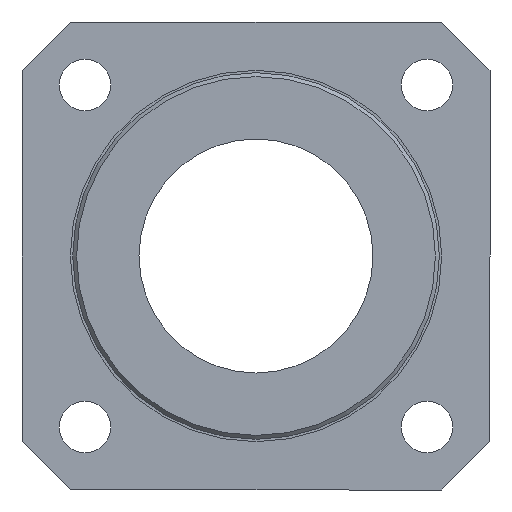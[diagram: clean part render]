
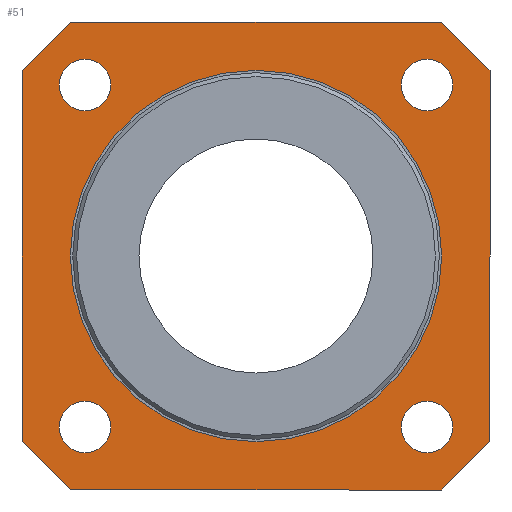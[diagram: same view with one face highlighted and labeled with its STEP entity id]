
A CAD part, left-side view. The second image highlights one B-rep face of the part: STEP entity #51.
In plain terms, the highlighted planar face has unit normal (-1, 0, 0).
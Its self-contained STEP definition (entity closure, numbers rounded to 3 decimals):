
#51 = ADVANCED_FACE ( 'NONE', ( #165, #218, #251, #166, #157, #261 ), #535, .T. ) ;
#76 = VECTOR ( 'NONE', #912, 1000. ) ;
#79 = VECTOR ( 'NONE', #915, 1000. ) ;
#152 = EDGE_LOOP ( 'NONE', ( #286 ) ) ;
#157 = FACE_BOUND ( 'NONE', #266, .T. ) ;
#165 = FACE_BOUND ( 'NONE', #184, .T. ) ;
#166 = FACE_BOUND ( 'NONE', #366, .T. ) ;
#184 = EDGE_LOOP ( 'NONE', ( #356 ) ) ;
#218 = FACE_BOUND ( 'NONE', #248, .T. ) ;
#248 = EDGE_LOOP ( 'NONE', ( #315 ) ) ;
#251 = FACE_BOUND ( 'NONE', #152, .T. ) ;
#261 = FACE_OUTER_BOUND ( 'NONE', #357, .T. ) ;
#266 = EDGE_LOOP ( 'NONE', ( #345 ) ) ;
#274 = ORIENTED_EDGE ( 'NONE', *, *, #776, .F. ) ;
#285 = ORIENTED_EDGE ( 'NONE', *, *, #433, .F. ) ;
#286 = ORIENTED_EDGE ( 'NONE', *, *, #430, .F. ) ;
#299 = ORIENTED_EDGE ( 'NONE', *, *, #769, .F. ) ;
#301 = ORIENTED_EDGE ( 'NONE', *, *, #749, .F. ) ;
#315 = ORIENTED_EDGE ( 'NONE', *, *, #759, .F. ) ;
#317 = ORIENTED_EDGE ( 'NONE', *, *, #740, .F. ) ;
#341 = ORIENTED_EDGE ( 'NONE', *, *, #743, .F. ) ;
#344 = ORIENTED_EDGE ( 'NONE', *, *, #747, .F. ) ;
#345 = ORIENTED_EDGE ( 'NONE', *, *, #408, .F. ) ;
#356 = ORIENTED_EDGE ( 'NONE', *, *, #737, .F. ) ;
#357 = EDGE_LOOP ( 'NONE', ( #299, #364, #344, #301, #341, #317, #274, #361 ) ) ;
#361 = ORIENTED_EDGE ( 'NONE', *, *, #777, .F. ) ;
#364 = ORIENTED_EDGE ( 'NONE', *, *, #763, .F. ) ;
#366 = EDGE_LOOP ( 'NONE', ( #285 ) ) ;
#408 = EDGE_CURVE ( 'NONE', #920, #920, #859, .T. ) ;
#420 = AXIS2_PLACEMENT_3D ( 'NONE', #568, #639, #602 ) ;
#430 = EDGE_CURVE ( 'NONE', #942, #942, #831, .T. ) ;
#433 = EDGE_CURVE ( 'NONE', #946, #946, #840, .T. ) ;
#452 = LINE ( 'NONE', #907, #815 ) ;
#467 = VERTEX_POINT ( 'NONE', #605 ) ;
#471 = VERTEX_POINT ( 'NONE', #528 ) ;
#478 = CARTESIAN_POINT ( 'NONE',  ( 0., 30., -23.74 ) ) ;
#500 = DIRECTION ( 'NONE',  ( -1., 0., 0. ) ) ;
#510 = CARTESIAN_POINT ( 'NONE',  ( 0., -23.74, 30. ) ) ;
#512 = CARTESIAN_POINT ( 'NONE',  ( 0., 0., 0. ) ) ;
#519 = CARTESIAN_POINT ( 'NONE',  ( 0., -30., -23.74 ) ) ;
#520 = CARTESIAN_POINT ( 'NONE',  ( 0., 21.92, -21.92 ) ) ;
#528 = CARTESIAN_POINT ( 'NONE',  ( 0., 23.74, 30. ) ) ;
#531 = DIRECTION ( 'NONE',  ( 0., 0., 1. ) ) ;
#533 = VERTEX_POINT ( 'NONE', #680 ) ;
#535 = PLANE ( 'NONE',  #420 ) ;
#544 = VERTEX_POINT ( 'NONE', #644 ) ;
#552 = CARTESIAN_POINT ( 'NONE',  ( 0., -30., 23.74 ) ) ;
#554 = DIRECTION ( 'NONE',  ( 0., 0.707, -0.707 ) ) ;
#558 = CARTESIAN_POINT ( 'NONE',  ( 0., -30., 23.74 ) ) ;
#560 = DIRECTION ( 'NONE',  ( -1., 0., 0. ) ) ;
#568 = CARTESIAN_POINT ( 'NONE',  ( 0., 53.74, 0. ) ) ;
#596 = CARTESIAN_POINT ( 'NONE',  ( 0., 23.74, -30. ) ) ;
#602 = DIRECTION ( 'NONE',  ( 0., 0., 1. ) ) ;
#604 = CARTESIAN_POINT ( 'NONE',  ( 0., -21.92, -21.92 ) ) ;
#605 = CARTESIAN_POINT ( 'NONE',  ( 0., -23.74, -30. ) ) ;
#607 = CARTESIAN_POINT ( 'NONE',  ( 0., 30., -23.74 ) ) ;
#611 = VERTEX_POINT ( 'NONE', #552 ) ;
#618 = DIRECTION ( 'NONE',  ( 0., 0., 1. ) ) ;
#621 = DIRECTION ( 'NONE',  ( 0., 1., 0. ) ) ;
#625 = DIRECTION ( 'NONE',  ( -1., 0., 0. ) ) ;
#630 = DIRECTION ( 'NONE',  ( 0., 0., 1. ) ) ;
#639 = DIRECTION ( 'NONE',  ( -1., 0., 0. ) ) ;
#644 = CARTESIAN_POINT ( 'NONE',  ( 0., 30., 23.74 ) ) ;
#646 = CARTESIAN_POINT ( 'NONE',  ( 0., 21.92, 21.92 ) ) ;
#657 = DIRECTION ( 'NONE',  ( 0., 0., -1. ) ) ;
#666 = DIRECTION ( 'NONE',  ( -1., 0., 0. ) ) ;
#671 = CARTESIAN_POINT ( 'NONE',  ( 0., -21.92, 21.92 ) ) ;
#674 = CARTESIAN_POINT ( 'NONE',  ( 0., -30., -23.74 ) ) ;
#678 = VERTEX_POINT ( 'NONE', #510 ) ;
#680 = CARTESIAN_POINT ( 'NONE',  ( 0., 23.74, -30. ) ) ;
#695 = VERTEX_POINT ( 'NONE', #519 ) ;
#697 = VERTEX_POINT ( 'NONE', #478 ) ;
#698 = DIRECTION ( 'NONE',  ( 0., 0.707, 0.707 ) ) ;
#702 = DIRECTION ( 'NONE',  ( 0., 0., 1. ) ) ;
#729 = AXIS2_PLACEMENT_3D ( 'NONE', #512, #500, #531 ) ;
#737 = EDGE_CURVE ( 'NONE', #950, #950, #836, .T. ) ;
#740 = EDGE_CURVE ( 'NONE', #611, #695, #862, .T. ) ;
#743 = EDGE_CURVE ( 'NONE', #695, #467, #833, .T. ) ;
#747 = EDGE_CURVE ( 'NONE', #533, #697, #856, .T. ) ;
#749 = EDGE_CURVE ( 'NONE', #467, #533, #822, .T. ) ;
#759 = EDGE_CURVE ( 'NONE', #970, #970, #844, .T. ) ;
#763 = EDGE_CURVE ( 'NONE', #697, #544, #854, .T. ) ;
#769 = EDGE_CURVE ( 'NONE', #544, #471, #452, .T. ) ;
#776 = EDGE_CURVE ( 'NONE', #678, #611, #790, .T. ) ;
#777 = EDGE_CURVE ( 'NONE', #471, #678, #811, .T. ) ;
#790 = LINE ( 'NONE', #911, #76 ) ;
#792 = AXIS2_PLACEMENT_3D ( 'NONE', #671, #625, #630 ) ;
#793 = AXIS2_PLACEMENT_3D ( 'NONE', #646, #666, #618 ) ;
#803 = AXIS2_PLACEMENT_3D ( 'NONE', #520, #560, #702 ) ;
#811 = LINE ( 'NONE', #914, #79 ) ;
#813 = AXIS2_PLACEMENT_3D ( 'NONE', #604, #880, #881 ) ;
#815 = VECTOR ( 'NONE', #902, 1000. ) ;
#822 = LINE ( 'NONE', #596, #828 ) ;
#828 = VECTOR ( 'NONE', #621, 1000. ) ;
#831 = CIRCLE ( 'NONE', #792, 3.3 ) ;
#833 = LINE ( 'NONE', #674, #847 ) ;
#836 = CIRCLE ( 'NONE', #803, 3.3 ) ;
#837 = VECTOR ( 'NONE', #657, 1000. ) ;
#840 = CIRCLE ( 'NONE', #793, 3.3 ) ;
#844 = CIRCLE ( 'NONE', #813, 3.3 ) ;
#847 = VECTOR ( 'NONE', #554, 1000. ) ;
#854 = LINE ( 'NONE', #893, #855 ) ;
#855 = VECTOR ( 'NONE', #886, 1000. ) ;
#856 = LINE ( 'NONE', #607, #865 ) ;
#859 = CIRCLE ( 'NONE', #729, 23.8 ) ;
#862 = LINE ( 'NONE', #558, #837 ) ;
#865 = VECTOR ( 'NONE', #698, 1000. ) ;
#880 = DIRECTION ( 'NONE',  ( -1., 0., 0. ) ) ;
#881 = DIRECTION ( 'NONE',  ( 0., 0., 1. ) ) ;
#886 = DIRECTION ( 'NONE',  ( 0., 0., 1. ) ) ;
#893 = CARTESIAN_POINT ( 'NONE',  ( 0., 30., 23.74 ) ) ;
#902 = DIRECTION ( 'NONE',  ( 0., -0.707, 0.707 ) ) ;
#907 = CARTESIAN_POINT ( 'NONE',  ( 0., 23.74, 30. ) ) ;
#911 = CARTESIAN_POINT ( 'NONE',  ( 0., -23.74, 30. ) ) ;
#912 = DIRECTION ( 'NONE',  ( 0., -0.707, -0.707 ) ) ;
#914 = CARTESIAN_POINT ( 'NONE',  ( 0., 23.74, 30. ) ) ;
#915 = DIRECTION ( 'NONE',  ( 0., -1., 0. ) ) ;
#920 = VERTEX_POINT ( 'NONE', #933 ) ;
#933 = CARTESIAN_POINT ( 'NONE',  ( 0., 0., 23.8 ) ) ;
#942 = VERTEX_POINT ( 'NONE', #943 ) ;
#943 = CARTESIAN_POINT ( 'NONE',  ( 0., -21.92, 25.22 ) ) ;
#946 = VERTEX_POINT ( 'NONE', #947 ) ;
#947 = CARTESIAN_POINT ( 'NONE',  ( 0., 21.92, 25.22 ) ) ;
#950 = VERTEX_POINT ( 'NONE', #951 ) ;
#951 = CARTESIAN_POINT ( 'NONE',  ( 0., 21.92, -18.62 ) ) ;
#970 = VERTEX_POINT ( 'NONE', #971 ) ;
#971 = CARTESIAN_POINT ( 'NONE',  ( 0., -21.92, -18.62 ) ) ;
